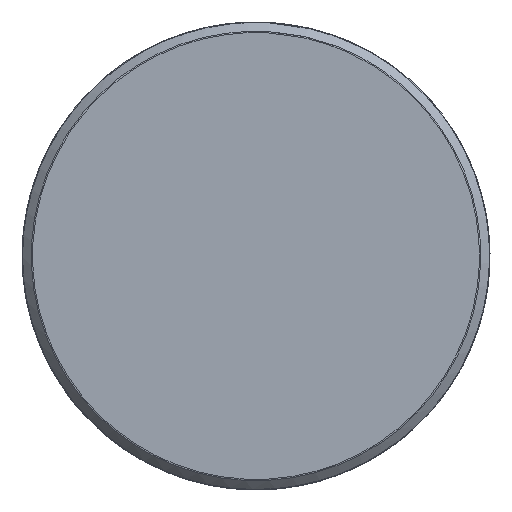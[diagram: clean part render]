
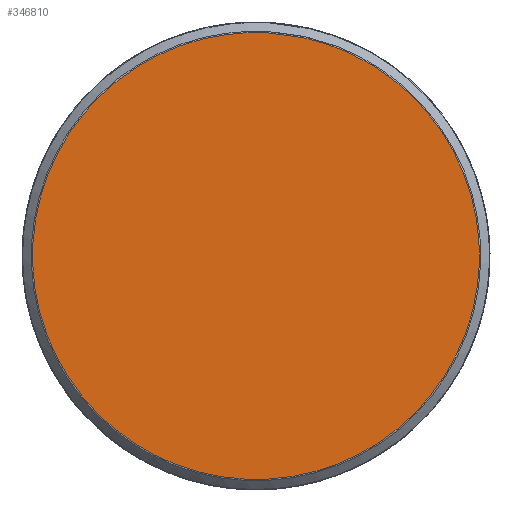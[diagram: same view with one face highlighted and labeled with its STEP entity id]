
A CAD part, front view. The second image highlights one B-rep face of the part: STEP entity #346810.
In plain terms, the highlighted free-form (B-spline) face has degree [1, 1] with [2, 2] control points.
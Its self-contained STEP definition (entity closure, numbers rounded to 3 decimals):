
#340340 = CARTESIAN_POINT ('', (0.734, 0., 12.913));
#340350 = VERTEX_POINT ('', #340340);
#340470 = CARTESIAN_POINT ('', (0.734, 0., 12.913));
#340480 = CARTESIAN_POINT ('', (2.095, 0., 12.836));
#340490 = CARTESIAN_POINT ('', (3.459, 0., 12.537));
#340500 = CARTESIAN_POINT ('', (4.728, 0., 12.039));
#340510 = CARTESIAN_POINT ('', (5.996, 0., 11.541));
#340520 = CARTESIAN_POINT ('', (7.199, 0., 10.831));
#340530 = CARTESIAN_POINT ('', (8.249, 0., 9.962));
#340540 = CARTESIAN_POINT ('', (9.298, 0., 9.093));
#340550 = CARTESIAN_POINT ('', (10.22, 0., 8.044));
#340560 = CARTESIAN_POINT ('', (10.946, 0., 6.891));
#340570 = CARTESIAN_POINT ('', (11.672, 0., 5.737));
#340580 = CARTESIAN_POINT ('', (12.22, 0., 4.452));
#340590 = CARTESIAN_POINT ('', (12.55, 0., 3.13));
#340600 = CARTESIAN_POINT ('', (12.768, 0., 2.255));
#340610 = CARTESIAN_POINT ('', (12.895, 0., 1.352));
#340620 = CARTESIAN_POINT ('', (12.927, 0., 0.451));
#340630 = CARTESIAN_POINT ('', (12.94, 0., 0.052));
#340640 = CARTESIAN_POINT ('', (12.936, 0., -0.348));
#340650 = CARTESIAN_POINT ('', (12.913, 0., -0.746));
#340660 = CARTESIAN_POINT ('', (12.874, 0., -1.427));
#340670 = CARTESIAN_POINT ('', (12.779, 0., -2.112));
#340680 = CARTESIAN_POINT ('', (12.633, 0., -2.778));
#340690 = CARTESIAN_POINT ('', (12.486, 0., -3.443));
#340700 = CARTESIAN_POINT ('', (12.285, 0., -4.105));
#340710 = CARTESIAN_POINT ('', (12.035, 0., -4.739));
#340720 = CARTESIAN_POINT ('', (11.536, 0., -6.007));
#340730 = CARTESIAN_POINT ('', (10.825, 0., -7.209));
#340740 = CARTESIAN_POINT ('', (9.955, 0., -8.258));
#340750 = CARTESIAN_POINT ('', (9.085, 0., -9.307));
#340760 = CARTESIAN_POINT ('', (8.035, 0., -10.228));
#340770 = CARTESIAN_POINT ('', (6.881, 0., -10.953));
#340780 = CARTESIAN_POINT ('', (5.727, 0., -11.677));
#340790 = CARTESIAN_POINT ('', (4.442, 0., -12.224));
#340800 = CARTESIAN_POINT ('', (3.119, 0., -12.553));
#340810 = CARTESIAN_POINT ('', (2.244, 0., -12.77));
#340820 = CARTESIAN_POINT ('', (1.341, 0., -12.897));
#340830 = CARTESIAN_POINT ('', (0.439, 0., -12.927));
#340840 = CARTESIAN_POINT ('', (0.04, 0., -12.941));
#340850 = CARTESIAN_POINT ('', (-0.359, 0., -12.936));
#340860 = CARTESIAN_POINT ('', (-0.758, 0., -12.912));
#340870 = CARTESIAN_POINT ('', (-1.438, 0., -12.872));
#340880 = CARTESIAN_POINT ('', (-2.124, 0., -12.777));
#340890 = CARTESIAN_POINT ('', (-2.789, 0., -12.63));
#340900 = CARTESIAN_POINT ('', (-3.454, 0., -12.483));
#340910 = CARTESIAN_POINT ('', (-4.116, 0., -12.281));
#340920 = CARTESIAN_POINT ('', (-4.75, 0., -12.031));
#340930 = CARTESIAN_POINT ('', (-6.017, 0., -11.531));
#340940 = CARTESIAN_POINT ('', (-7.219, 0., -10.819));
#340950 = CARTESIAN_POINT ('', (-8.267, 0., -9.948));
#340960 = CARTESIAN_POINT ('', (-9.315, 0., -9.077));
#340970 = CARTESIAN_POINT ('', (-10.235, 0., -8.026));
#340980 = CARTESIAN_POINT ('', (-10.959, 0., -6.871));
#340990 = CARTESIAN_POINT ('', (-11.682, 0., -5.717));
#341000 = CARTESIAN_POINT ('', (-12.228, 0., -4.431));
#341010 = CARTESIAN_POINT ('', (-12.556, 0., -3.108));
#341020 = CARTESIAN_POINT ('', (-12.772, 0., -2.232));
#341030 = CARTESIAN_POINT ('', (-12.898, 0., -1.329));
#341040 = CARTESIAN_POINT ('', (-12.927, 0., -0.428));
#341050 = CARTESIAN_POINT ('', (-12.941, 0., -0.029));
#341060 = CARTESIAN_POINT ('', (-12.935, 0., 0.371));
#341070 = CARTESIAN_POINT ('', (-12.912, 0., 0.769));
#341080 = CARTESIAN_POINT ('', (-12.871, 0., 1.449));
#341090 = CARTESIAN_POINT ('', (-12.775, 0., 2.135));
#341100 = CARTESIAN_POINT ('', (-12.628, 0., 2.8));
#341110 = CARTESIAN_POINT ('', (-12.48, 0., 3.465));
#341120 = CARTESIAN_POINT ('', (-12.277, 0., 4.127));
#341130 = CARTESIAN_POINT ('', (-12.026, 0., 4.76));
#341140 = CARTESIAN_POINT ('', (-11.525, 0., 6.027));
#341150 = CARTESIAN_POINT ('', (-10.812, 0., 7.229));
#341160 = CARTESIAN_POINT ('', (-9.94, 0., 8.276));
#341170 = CARTESIAN_POINT ('', (-9.068, 0., 9.323));
#341180 = CARTESIAN_POINT ('', (-8.016, 0., 10.242));
#341190 = CARTESIAN_POINT ('', (-6.861, 0., 10.965));
#341200 = CARTESIAN_POINT ('', (-5.706, 0., 11.687));
#341210 = CARTESIAN_POINT ('', (-4.419, 0., 12.232));
#341220 = CARTESIAN_POINT ('', (-3.096, 0., 12.558));
#341230 = CARTESIAN_POINT ('', (-2.221, 0., 12.774));
#341240 = CARTESIAN_POINT ('', (-1.317, 0., 12.899));
#341250 = CARTESIAN_POINT ('', (-0.416, 0., 12.928));
#341260 = CARTESIAN_POINT ('', (-0.033, 0., 12.94));
#341270 = CARTESIAN_POINT ('', (0.352, 0., 12.935));
#341280 = CARTESIAN_POINT ('', (0.734, 0., 12.913));
#341290 = B_SPLINE_CURVE_WITH_KNOTS ('', 3, (#340470, #340480, #340490, #340500, #340510, #340520, #340530, #340540, #340550, #340560, #340570, #340580, #340590, #340600, #340610, #340620, #340630, #340640, #340650, #340660, #340670, #340680, #340690, #340700, #340710, #340720, #340730, #340740, #340750, #340760, #340770, #340780, #340790, #340800, #340810, #340820, #340830, #340840, #340850, #340860, #340870, #340880, #340890, #340900, #340910, #340920, #340930, #340940, #340950, #340960, #340970, #340980, #340990, #341000, #341010, #341020, #341030, #341040, #341050, #341060, #341070, #341080, #341090, #341100, #341110, #341120, #341130, #341140, #341150, #341160, #341170, #341180, #341190, #341200, #341210, #341220, #341230, #341240, #341250, #341260, #341270, #341280), .UNSPECIFIED., .T., .U., (4, 3, 3, 3, 3, 3, 3, 3, 3, 3, 3, 3, 3, 3, 3, 3, 3, 3, 3, 3, 3, 3, 3, 3, 3, 3, 3, 4), (0., 3.893, 7.787, 11.68, 15.573, 18.15, 19.29, 21.237, 23.184, 27.077, 30.97, 34.863, 37.44, 38.581, 40.527, 42.474, 46.367, 50.26, 54.154, 56.731, 57.871, 59.818, 61.764, 65.657, 69.551, 73.444, 76.021, 77.117), .UNSPECIFIED.);
#341300 = EDGE_CURVE ('', #340350, #340350, #341290, .T.);
#346730 = ORIENTED_EDGE ('', *, *, #341300, .F.);
#346740 = EDGE_LOOP ('', (#346730));
#346750 = FACE_OUTER_BOUND ('', #346740, .T.);
#346760 = CARTESIAN_POINT ('', (-39.001, 0., -36.768));
#346770 = CARTESIAN_POINT ('', (-34.638, 0., 39.937));
#346780 = CARTESIAN_POINT ('', (37.705, 0., -41.131));
#346790 = CARTESIAN_POINT ('', (42.067, 0., 35.575));
#346800 = B_SPLINE_SURFACE_WITH_KNOTS ('', 1, 1, ((#346760, #346770), (#346780, #346790)), .UNSPECIFIED., .F., .F., .U., (2, 2), (2, 2), (0., 1.), (0., 1.), .UNSPECIFIED.);
#346810 = ADVANCED_FACE ('', (#346750), #346800, .T.);
